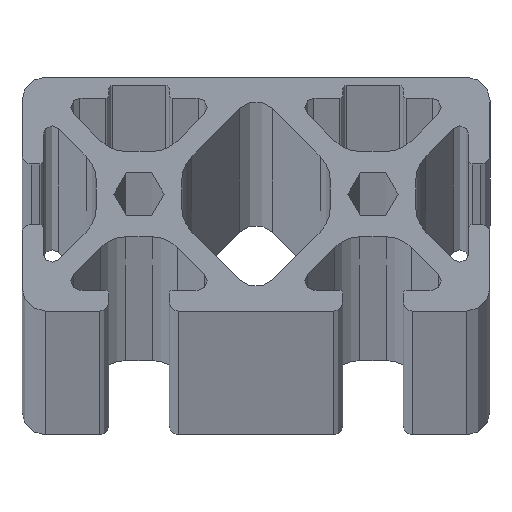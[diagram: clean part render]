
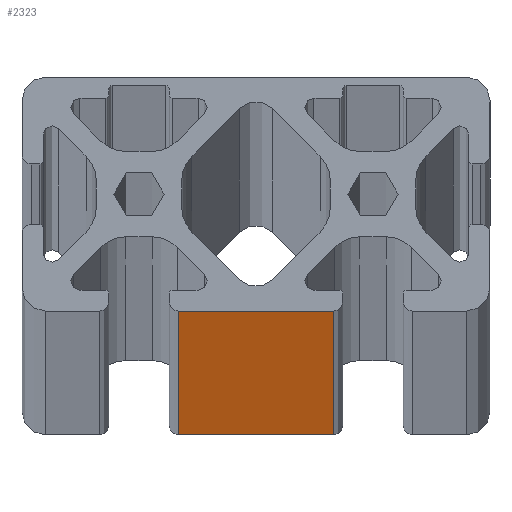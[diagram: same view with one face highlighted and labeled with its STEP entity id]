
A CAD part, top view. The second image highlights one B-rep face of the part: STEP entity #2323.
In plain terms, the highlighted planar face has unit normal (0, -1, 0).
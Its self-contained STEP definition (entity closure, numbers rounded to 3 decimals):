
#44=PLANE('',#2583);
#127=FACE_OUTER_BOUND('',#257,.T.);
#257=EDGE_LOOP('',(#1909,#1910,#1911,#1912));
#362=LINE('',#3496,#596);
#421=LINE('',#3721,#655);
#494=LINE('',#3935,#728);
#495=LINE('',#3937,#729);
#596=VECTOR('',#2762,1000.);
#655=VECTOR('',#2933,1000.);
#728=VECTOR('',#3146,1000.);
#729=VECTOR('',#3149,1000.);
#976=VERTEX_POINT('',#3493);
#977=VERTEX_POINT('',#3495);
#1086=VERTEX_POINT('',#3718);
#1087=VERTEX_POINT('',#3720);
#1215=EDGE_CURVE('',#976,#977,#362,.T.);
#1329=EDGE_CURVE('',#1087,#1086,#421,.T.);
#1438=EDGE_CURVE('',#976,#1087,#494,.T.);
#1439=EDGE_CURVE('',#977,#1086,#495,.T.);
#1909=ORIENTED_EDGE('',*,*,#1329,.T.);
#1910=ORIENTED_EDGE('',*,*,#1439,.F.);
#1911=ORIENTED_EDGE('',*,*,#1215,.F.);
#1912=ORIENTED_EDGE('',*,*,#1438,.T.);
#2323=ADVANCED_FACE('',(#127),#44,.F.);
#2583=AXIS2_PLACEMENT_3D('',#3936,#3147,#3148);
#2762=DIRECTION('',(1.,0.,0.));
#2933=DIRECTION('',(1.,0.,0.));
#3146=DIRECTION('',(0.,0.,-1.));
#3147=DIRECTION('center_axis',(0.,1.,0.));
#3148=DIRECTION('ref_axis',(-1.,0.,0.));
#3149=DIRECTION('',(0.,0.,-1.));
#3493=CARTESIAN_POINT('',(-6.625,-20.,6060.));
#3495=CARTESIAN_POINT('',(6.625,-20.,6060.));
#3496=CARTESIAN_POINT('',(-6.625,-20.,6060.));
#3718=CARTESIAN_POINT('',(6.625,-20.,0.));
#3720=CARTESIAN_POINT('',(-6.625,-20.,0.));
#3721=CARTESIAN_POINT('',(-6.625,-20.,0.));
#3935=CARTESIAN_POINT('',(-6.625,-20.,6060.));
#3936=CARTESIAN_POINT('Origin',(-6.625,-20.,6060.));
#3937=CARTESIAN_POINT('',(6.625,-20.,6060.));
